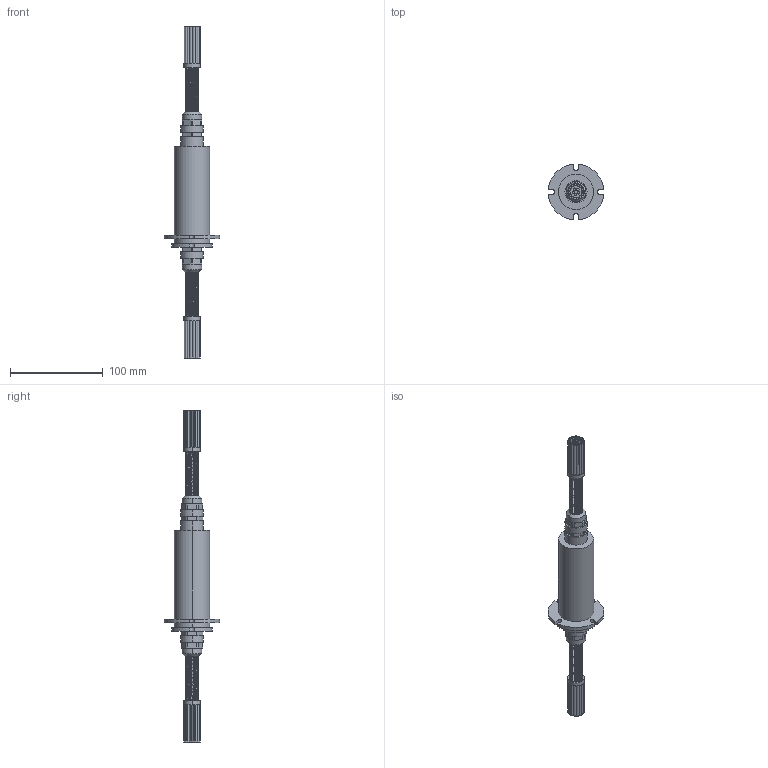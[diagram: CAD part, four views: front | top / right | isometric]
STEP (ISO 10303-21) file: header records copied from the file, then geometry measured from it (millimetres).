
FILE_DESCRIPTION (( 'STEP AP203' ), '1' );
FILE_NAME ('RFO2000C-01-ST-01.STEP', '2020-08-10T05:33:46', ( 'gongcheng1' ), ( '' ), 'SwSTEP 2.0', 'SolidWorks 2014', '' );
FILE_SCHEMA (( 'CONFIG_CONTROL_DESIGN' ));
Length unit declared in the file: millimetre
Products named in the file (1): RFO2000C-01-ST-01
Bounding box: 59.83 x 59.83 x 358.5 mm (x, y, z)
Volume: 180036 mm3; surface area: 48043 mm2
Topology: 1 solids, 1 shells, 418 faces, 1046 edges, 676 vertices
Faces by surface type: cylinder 248, plane 152, bspline 14, cone 4
Entity records: 23121 total; most frequent: CARTESIAN_POINT 13665, ORIENTED_EDGE 2080, DIRECTION 1864, EDGE_CURVE 1040, AXIS2_PLACEMENT_3D 695, VERTEX_POINT 676, LINE 474, VECTOR 474
